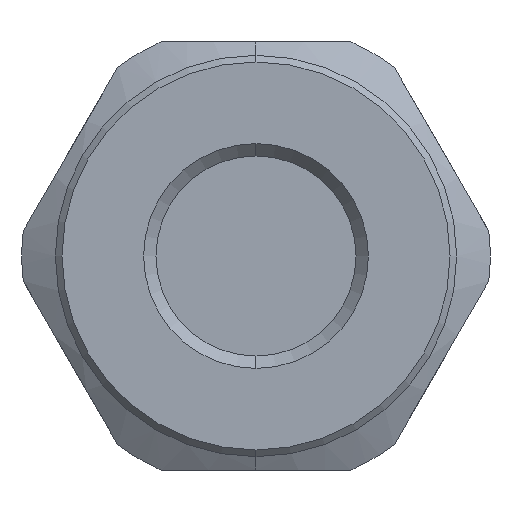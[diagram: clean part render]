
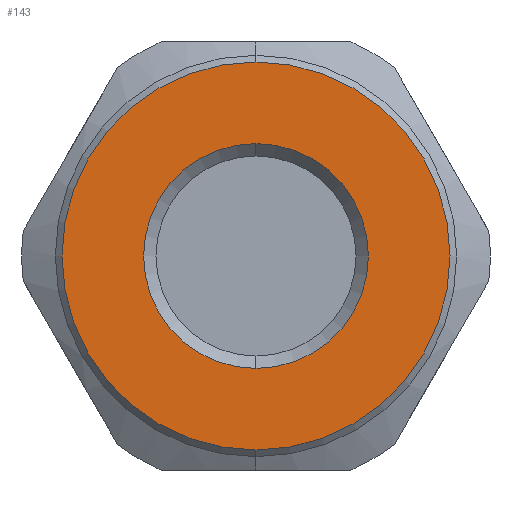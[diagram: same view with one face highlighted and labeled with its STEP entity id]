
A CAD part, left-side view. The second image highlights one B-rep face of the part: STEP entity #143.
In plain terms, the highlighted planar face has unit normal (-1, 0, 0).
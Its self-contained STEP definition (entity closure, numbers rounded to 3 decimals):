
#143 = ADVANCED_FACE ( 'NONE', ( #377, #265 ), #1690, .T. ) ;
#265 = FACE_OUTER_BOUND ( 'NONE', #606, .T. ) ;
#303 = CIRCLE ( 'NONE', #1982, 14.5 ) ;
#328 = CIRCLE ( 'NONE', #1980, 8.4 ) ;
#377 = FACE_BOUND ( 'NONE', #605, .T. ) ;
#605 = EDGE_LOOP ( 'NONE', ( #2350, #2348 ) ) ;
#606 = EDGE_LOOP ( 'NONE', ( #2297, #2343 ) ) ;
#678 = CARTESIAN_POINT ( 'NONE',  ( -59.7, 0., 0. ) ) ;
#679 = DIRECTION ( 'NONE',  ( 1., 0., 0. ) ) ;
#682 = DIRECTION ( 'NONE',  ( 0., 0., -1. ) ) ;
#814 = DIRECTION ( 'NONE',  ( 0., 0., -1. ) ) ;
#815 = DIRECTION ( 'NONE',  ( 1., 0., 0. ) ) ;
#816 = CARTESIAN_POINT ( 'NONE',  ( -59.7, 0., 0. ) ) ;
#817 = DIRECTION ( 'NONE',  ( 0., 0., -1. ) ) ;
#818 = DIRECTION ( 'NONE',  ( 1., 0., 0. ) ) ;
#819 = CARTESIAN_POINT ( 'NONE',  ( -59.7, 0., 0. ) ) ;
#1178 = DIRECTION ( 'NONE',  ( 0., 0., -1. ) ) ;
#1179 = DIRECTION ( 'NONE',  ( 1., 0., 0. ) ) ;
#1181 = CARTESIAN_POINT ( 'NONE',  ( -59.7, 0., 0. ) ) ;
#1192 = CARTESIAN_POINT ( 'NONE',  ( -59.7, 0., 8.4 ) ) ;
#1211 = CARTESIAN_POINT ( 'NONE',  ( -59.7, 0., 14.5 ) ) ;
#1251 = CARTESIAN_POINT ( 'NONE',  ( -59.7, 0., -8.4 ) ) ;
#1437 = VERTEX_POINT ( 'NONE', #1742 ) ;
#1447 = VERTEX_POINT ( 'NONE', #1192 ) ;
#1465 = VERTEX_POINT ( 'NONE', #1211 ) ;
#1502 = VERTEX_POINT ( 'NONE', #1251 ) ;
#1687 = DIRECTION ( 'NONE',  ( 0., 0., 1. ) ) ;
#1688 = CARTESIAN_POINT ( 'NONE',  ( -59.7, 14.5, 0. ) ) ;
#1689 = DIRECTION ( 'NONE',  ( -1., 0., 0. ) ) ;
#1690 = PLANE ( 'NONE',  #2029 ) ;
#1742 = CARTESIAN_POINT ( 'NONE',  ( -59.7, 0., -14.5 ) ) ;
#1894 = CIRCLE ( 'NONE', #1943, 14.5 ) ;
#1895 = CIRCLE ( 'NONE', #1944, 8.4 ) ;
#1943 = AXIS2_PLACEMENT_3D ( 'NONE', #816, #815, #814 ) ;
#1944 = AXIS2_PLACEMENT_3D ( 'NONE', #819, #818, #817 ) ;
#1980 = AXIS2_PLACEMENT_3D ( 'NONE', #1181, #1179, #1178 ) ;
#1982 = AXIS2_PLACEMENT_3D ( 'NONE', #678, #679, #682 ) ;
#2029 = AXIS2_PLACEMENT_3D ( 'NONE', #1688, #1689, #1687 ) ;
#2150 = EDGE_CURVE ( 'NONE', #1437, #1465, #303, .T. ) ;
#2155 = EDGE_CURVE ( 'NONE', #1447, #1502, #328, .T. ) ;
#2238 = EDGE_CURVE ( 'NONE', #1502, #1447, #1895, .T. ) ;
#2239 = EDGE_CURVE ( 'NONE', #1465, #1437, #1894, .T. ) ;
#2297 = ORIENTED_EDGE ( 'NONE', *, *, #2150, .F. ) ;
#2343 = ORIENTED_EDGE ( 'NONE', *, *, #2239, .F. ) ;
#2348 = ORIENTED_EDGE ( 'NONE', *, *, #2238, .T. ) ;
#2350 = ORIENTED_EDGE ( 'NONE', *, *, #2155, .T. ) ;
